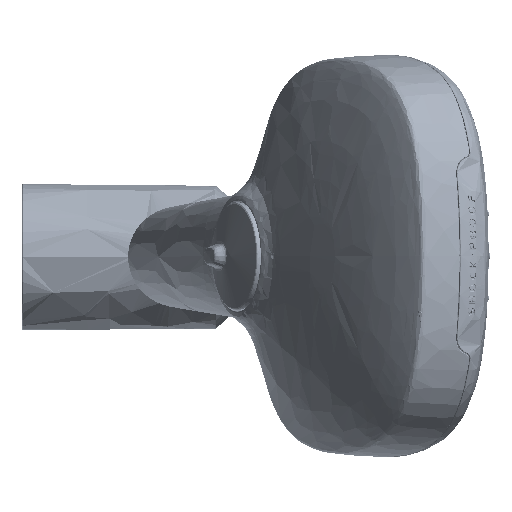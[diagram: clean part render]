
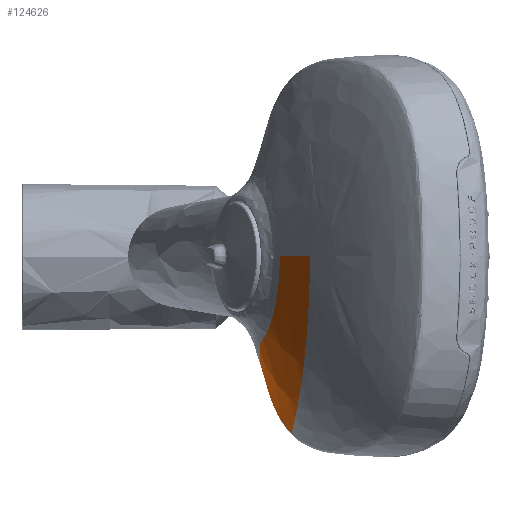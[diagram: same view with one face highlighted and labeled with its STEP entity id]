
A CAD part, top view. The second image highlights one B-rep face of the part: STEP entity #124626.
In plain terms, the highlighted free-form (B-spline) face has degree [6, 4] with [7, 5] control points.
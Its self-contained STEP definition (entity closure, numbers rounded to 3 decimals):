
#806=B_SPLINE_SURFACE_WITH_KNOTS('',6,4,((#184420,#184421,#184422,#184423,
#184424),(#184425,#184426,#184427,#184428,#184429),(#184430,#184431,#184432,
#184433,#184434),(#184435,#184436,#184437,#184438,#184439),(#184440,#184441,
#184442,#184443,#184444),(#184445,#184446,#184447,#184448,#184449),(#184450,
#184451,#184452,#184453,#184454)),.UNSPECIFIED.,.F.,.F.,.F.,(7,7),(5,5),
(0.,1.),(0.013,1.),.PIECEWISE_BEZIER_KNOTS.);
#18168=B_SPLINE_CURVE_WITH_KNOTS('',3,(#183921,#183922,#183923,#183924,
#183925),.UNSPECIFIED.,.F.,.F.,(4,1,4),(0.355,0.677,
1.),.UNSPECIFIED.);
#18177=B_SPLINE_CURVE_WITH_KNOTS('',3,(#184083,#184084,#184085,#184086,
#184087,#184088,#184089),.UNSPECIFIED.,.F.,.F.,(4,1,1,1,4),(0.,0.25,0.5,
0.75,1.),.UNSPECIFIED.);
#18193=B_SPLINE_CURVE_WITH_KNOTS('',3,(#184455,#184456,#184457,#184458,
#184459),.UNSPECIFIED.,.F.,.F.,(4,1,4),(0.496,0.748,
1.),.UNSPECIFIED.);
#18194=B_SPLINE_CURVE_WITH_KNOTS('',3,(#184461,#184462,#184463,#184464),
 .UNSPECIFIED.,.F.,.F.,(4,4),(-0.356,-0.021),
 .UNSPECIFIED.);
#18195=B_SPLINE_CURVE_WITH_KNOTS('',3,(#184466,#184467,#184468,#184469,
#184470,#184471,#184472,#184473,#184474,#184475,#184476,#184477,#184478,
#184479,#184480,#184481,#184482,#184483,#184484,#184485,#184486,#184487,
#184488,#184489,#184490,#184491,#184492),.UNSPECIFIED.,.F.,.F.,(4,1,1,1,
1,1,1,1,1,1,1,1,1,1,1,1,1,1,1,1,1,1,1,1,4),(-2.621,-2.293,
-2.129,-1.965,-1.884,-1.802,
-1.638,-1.556,-1.515,-1.474,
-1.392,-1.31,-1.228,-1.187,
-1.147,-1.126,-1.106,-1.065,
-0.983,-0.819,-0.655,-0.491,
-0.328,-0.164,0.),.UNSPECIFIED.);
#18196=B_SPLINE_CURVE_WITH_KNOTS('',3,(#184494,#184495,#184496,#184497,
#184498),.UNSPECIFIED.,.F.,.F.,(4,1,4),(0.02,0.258,
0.496),.UNSPECIFIED.);
#33102=ORIENTED_EDGE('',*,*,#69951,.T.);
#33103=ORIENTED_EDGE('',*,*,#69926,.F.);
#33104=ORIENTED_EDGE('',*,*,#69935,.F.);
#33105=ORIENTED_EDGE('',*,*,#69952,.T.);
#33106=ORIENTED_EDGE('',*,*,#69953,.T.);
#33107=ORIENTED_EDGE('',*,*,#69954,.T.);
#69926=EDGE_CURVE('',#88435,#88439,#18168,.T.);
#69935=EDGE_CURVE('',#88445,#88435,#18177,.T.);
#69951=EDGE_CURVE('',#88457,#88439,#18193,.T.);
#69952=EDGE_CURVE('',#88445,#88458,#18194,.T.);
#69953=EDGE_CURVE('',#88458,#88459,#18195,.T.);
#69954=EDGE_CURVE('',#88459,#88457,#18196,.T.);
#88435=VERTEX_POINT('',#183696);
#88439=VERTEX_POINT('',#183926);
#88445=VERTEX_POINT('',#184082);
#88457=VERTEX_POINT('',#184460);
#88458=VERTEX_POINT('',#184465);
#88459=VERTEX_POINT('',#184493);
#99625=EDGE_LOOP('',(#33102,#33103,#33104,#33105,#33106,#33107));
#109546=FACE_BOUND('',#99625,.T.);
#124626=ADVANCED_FACE('',(#109546),#806,.T.);
#183696=CARTESIAN_POINT('',(70.052,0.,180.388));
#183921=CARTESIAN_POINT('',(70.052,0.,180.388));
#183922=CARTESIAN_POINT('',(71.478,0.,183.165));
#183923=CARTESIAN_POINT('',(74.291,0.,188.497));
#183924=CARTESIAN_POINT('',(76.971,0.,193.376));
#183925=CARTESIAN_POINT('',(78.285,0.,195.734));
#183926=CARTESIAN_POINT('',(78.285,0.,195.734));
#184082=CARTESIAN_POINT('',(64.504,-23.974,160.724));
#184083=CARTESIAN_POINT('',(64.504,-23.974,160.724));
#184084=CARTESIAN_POINT('',(65.117,-23.498,163.496));
#184085=CARTESIAN_POINT('',(66.469,-21.565,168.773));
#184086=CARTESIAN_POINT('',(68.388,-16.065,175.207));
#184087=CARTESIAN_POINT('',(69.733,-8.573,179.409));
#184088=CARTESIAN_POINT('',(70.054,-2.859,180.391));
#184089=CARTESIAN_POINT('',(70.052,0.,180.388));
#184420=CARTESIAN_POINT('',(65.383,-31.241,146.342));
#184421=CARTESIAN_POINT('',(63.747,-29.173,159.043));
#184422=CARTESIAN_POINT('',(64.611,-19.659,167.13));
#184423=CARTESIAN_POINT('',(65.305,-9.081,170.928));
#184424=CARTESIAN_POINT('',(65.305,0.,170.928));
#184425=CARTESIAN_POINT('',(66.262,-35.103,148.219));
#184426=CARTESIAN_POINT('',(65.129,-31.979,161.834));
#184427=CARTESIAN_POINT('',(66.424,-21.999,170.806));
#184428=CARTESIAN_POINT('',(67.545,-10.257,175.468));
#184429=CARTESIAN_POINT('',(67.545,0.,175.468));
#184430=CARTESIAN_POINT('',(67.196,-38.822,150.227));
#184431=CARTESIAN_POINT('',(66.655,-35.148,165.122));
#184432=CARTESIAN_POINT('',(68.41,-24.434,174.524));
#184433=CARTESIAN_POINT('',(69.786,-11.512,179.968));
#184434=CARTESIAN_POINT('',(69.786,0.,179.968));
#184435=CARTESIAN_POINT('',(68.372,-42.041,152.739));
#184436=CARTESIAN_POINT('',(68.498,-37.512,168.868));
#184437=CARTESIAN_POINT('',(70.354,-26.732,178.191));
#184438=CARTESIAN_POINT('',(72.007,-12.705,184.263));
#184439=CARTESIAN_POINT('',(72.007,0.,184.263));
#184440=CARTESIAN_POINT('',(69.793,-44.726,155.757));
#184441=CARTESIAN_POINT('',(70.419,-39.496,172.395));
#184442=CARTESIAN_POINT('',(72.439,-28.681,182.267));
#184443=CARTESIAN_POINT('',(74.168,-13.979,188.266));
#184444=CARTESIAN_POINT('',(74.168,0.,188.266));
#184445=CARTESIAN_POINT('',(71.376,-46.877,159.128));
#184446=CARTESIAN_POINT('',(72.572,-40.928,176.541));
#184447=CARTESIAN_POINT('',(74.567,-30.729,186.357));
#184448=CARTESIAN_POINT('',(76.249,-15.09,192.079));
#184449=CARTESIAN_POINT('',(76.249,0.,192.079));
#184450=CARTESIAN_POINT('',(73.245,-48.695,163.113));
#184451=CARTESIAN_POINT('',(74.725,-42.254,180.644));
#184452=CARTESIAN_POINT('',(77.063,-32.317,191.007));
#184453=CARTESIAN_POINT('',(78.285,-16.039,195.734));
#184454=CARTESIAN_POINT('',(78.285,0.,195.734));
#184455=CARTESIAN_POINT('',(76.556,-30.275,187.809));
#184456=CARTESIAN_POINT('',(77.08,-26.015,190.546));
#184457=CARTESIAN_POINT('',(77.961,-16.419,194.503));
#184458=CARTESIAN_POINT('',(78.285,-5.461,195.734));
#184459=CARTESIAN_POINT('',(78.285,0.,195.734));
#184460=CARTESIAN_POINT('',(76.556,-30.275,187.809));
#184461=CARTESIAN_POINT('',(64.504,-23.974,160.724));
#184462=CARTESIAN_POINT('',(64.461,-27.449,157.101));
#184463=CARTESIAN_POINT('',(64.617,-30.142,152.473));
#184464=CARTESIAN_POINT('',(65.327,-31.165,146.784));
#184465=CARTESIAN_POINT('',(65.327,-31.165,146.784));
#184466=CARTESIAN_POINT('',(65.327,-31.165,146.784));
#184467=CARTESIAN_POINT('',(65.586,-32.263,147.306));
#184468=CARTESIAN_POINT('',(65.965,-33.811,148.076));
#184469=CARTESIAN_POINT('',(66.46,-35.633,149.092));
#184470=CARTESIAN_POINT('',(66.772,-36.695,149.739));
#184471=CARTESIAN_POINT('',(67.004,-37.442,150.222));
#184472=CARTESIAN_POINT('',(67.289,-38.321,150.817));
#184473=CARTESIAN_POINT('',(67.58,-39.152,151.428));
#184474=CARTESIAN_POINT('',(67.841,-39.845,151.978));
#184475=CARTESIAN_POINT('',(67.996,-40.242,152.306));
#184476=CARTESIAN_POINT('',(68.138,-40.596,152.608));
#184477=CARTESIAN_POINT('',(68.317,-41.028,152.988));
#184478=CARTESIAN_POINT('',(68.556,-41.574,153.495));
#184479=CARTESIAN_POINT('',(68.769,-42.038,153.949));
#184480=CARTESIAN_POINT('',(68.953,-42.421,154.342));
#184481=CARTESIAN_POINT('',(69.066,-42.652,154.584));
#184482=CARTESIAN_POINT('',(69.173,-42.864,154.813));
#184483=CARTESIAN_POINT('',(69.233,-42.979,154.94));
#184484=CARTESIAN_POINT('',(69.35,-43.206,155.192));
#184485=CARTESIAN_POINT('',(69.601,-43.674,155.727));
#184486=CARTESIAN_POINT('',(70.027,-44.419,156.64));
#184487=CARTESIAN_POINT('',(70.642,-45.388,157.959));
#184488=CARTESIAN_POINT('',(71.412,-46.448,159.61));
#184489=CARTESIAN_POINT('',(72.12,-47.296,161.129));
#184490=CARTESIAN_POINT('',(72.755,-47.978,162.499));
#184491=CARTESIAN_POINT('',(73.123,-48.335,163.293));
#184492=CARTESIAN_POINT('',(73.292,-48.493,163.658));
#184493=CARTESIAN_POINT('',(73.292,-48.493,163.658));
#184494=CARTESIAN_POINT('',(73.292,-48.493,163.658));
#184495=CARTESIAN_POINT('',(73.773,-46.399,169.231));
#184496=CARTESIAN_POINT('',(74.923,-41.369,178.723));
#184497=CARTESIAN_POINT('',(76.061,-34.291,185.23));
#184498=CARTESIAN_POINT('',(76.556,-30.275,187.809));
